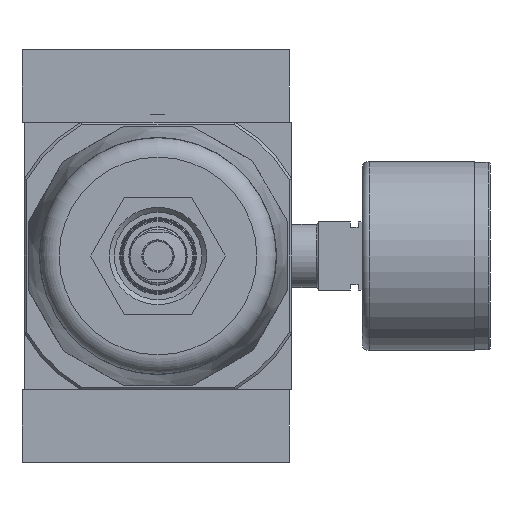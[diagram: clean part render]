
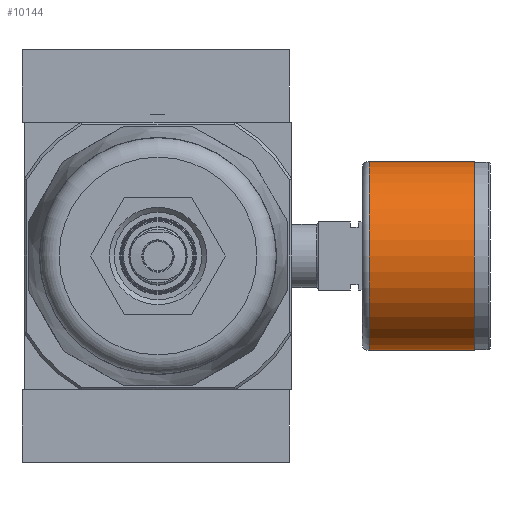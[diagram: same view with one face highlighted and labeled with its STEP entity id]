
A CAD part, front view. The second image highlights one B-rep face of the part: STEP entity #10144.
In plain terms, the highlighted cylindrical face has radius 19.5 mm (diameter 39 mm), a full revolution.
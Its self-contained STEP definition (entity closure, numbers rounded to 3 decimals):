
#524=CYLINDRICAL_SURFACE('',#11022,19.5);
#3352=ORIENTED_EDGE('',*,*,#4521,.F.);
#3353=ORIENTED_EDGE('',*,*,#4522,.T.);
#4521=EDGE_CURVE('',#5278,#5278,#5696,.T.);
#4522=EDGE_CURVE('',#5279,#5279,#5697,.T.);
#5278=VERTEX_POINT('',#16224);
#5279=VERTEX_POINT('',#16227);
#5696=CIRCLE('',#11021,19.5);
#5697=CIRCLE('',#11023,19.5);
#6332=EDGE_LOOP('',(#3352));
#6333=EDGE_LOOP('',(#3353));
#7043=FACE_BOUND('',#6332,.T.);
#7044=FACE_BOUND('',#6333,.T.);
#10144=ADVANCED_FACE('',(#7043,#7044),#524,.T.);
#11021=AXIS2_PLACEMENT_3D('',#16223,#13148,#13149);
#11022=AXIS2_PLACEMENT_3D('',#16225,#13150,#13151);
#11023=AXIS2_PLACEMENT_3D('',#16226,#13152,#13153);
#13148=DIRECTION('',(1.,0.,0.));
#13149=DIRECTION('',(0.,0.,-1.));
#13150=DIRECTION('',(1.,0.,0.));
#13151=DIRECTION('',(0.,0.,-1.));
#13152=DIRECTION('',(1.,0.,0.));
#13153=DIRECTION('',(0.,0.,-1.));
#16223=CARTESIAN_POINT('',(-3.2,0.,0.));
#16224=CARTESIAN_POINT('',(-3.2,0.,-19.5));
#16225=CARTESIAN_POINT('',(0.,0.,0.));
#16226=CARTESIAN_POINT('',(-24.85,0.,0.));
#16227=CARTESIAN_POINT('',(-24.85,0.,-19.5));
